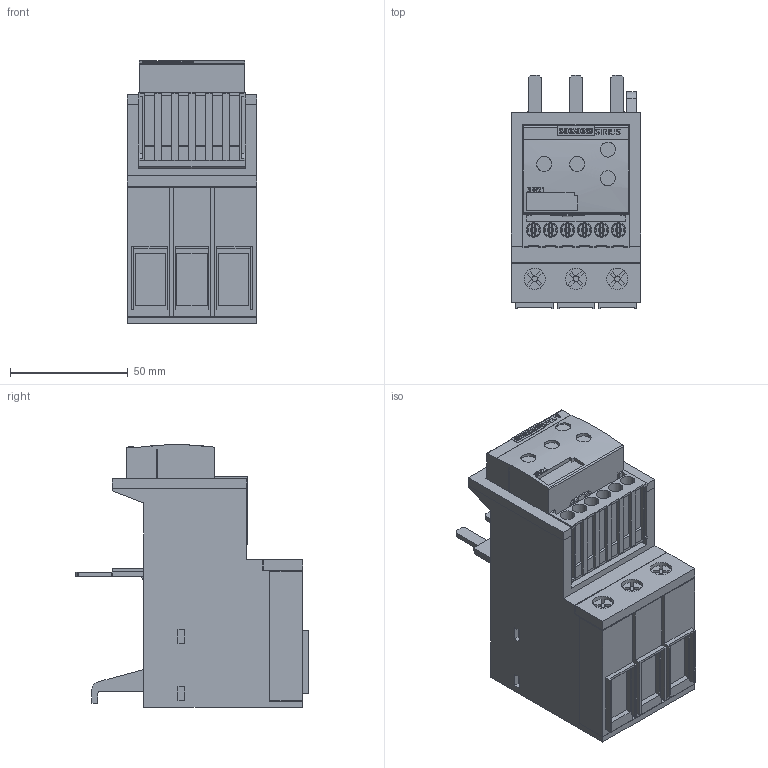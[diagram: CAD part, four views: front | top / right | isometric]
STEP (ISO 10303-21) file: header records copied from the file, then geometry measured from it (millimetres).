
FILE_DESCRIPTION(('STEP AP214'),'1');
FILE_NAME('cctmp_0B7DBAB1-BA80-4FA1-A536-745D11D6127A_2023_07_21_10_59_44_0795..stp','2023-07-21T08:59:45',('SIEMENS A&D'),('CADClick - www.CADClick.com'),'Spatial InterOp 3D postprocessed',' ','unknown authorization');
FILE_SCHEMA(('AUTOMOTIVE_DESIGN'));
Length unit declared in the file: millimetre
Products named in the file (1): 2023_07_21_10_59_44_0760
Bounding box: 55 x 98.9 x 111.3 mm (x, y, z)
Volume: 337184.4 mm3; surface area: 50373.9 mm2
Topology: 1 solids, 1 shells, 1082 faces, 3082 edges, 2050 vertices
Faces by surface type: plane 881, cylinder 165, cone 36
Entity records: 59134 total; most frequent: CARTESIAN_POINT 6621, STYLED_ITEM 6215, PRESENTATION_STYLE_ASSIGNMENT 6215, ORIENTED_EDGE 6164, DIRECTION 5761, EDGE_CURVE 3082, CURVE_STYLE 3082, DRAUGHTING_PRE_DEFINED_CURVE_FONT 3082
